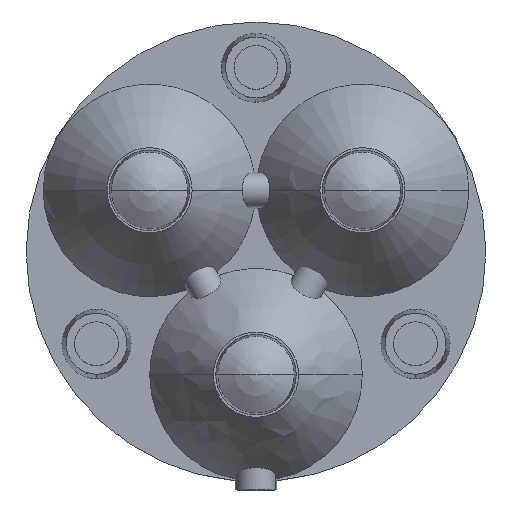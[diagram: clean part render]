
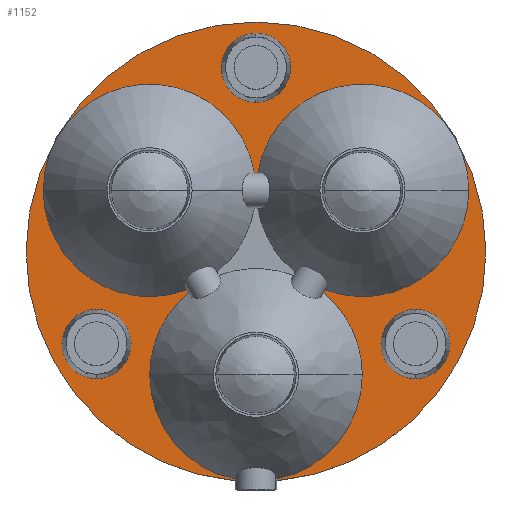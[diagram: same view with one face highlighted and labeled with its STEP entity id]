
A CAD part, top view. The second image highlights one B-rep face of the part: STEP entity #1152.
In plain terms, the highlighted planar face has unit normal (0, 0, 1).
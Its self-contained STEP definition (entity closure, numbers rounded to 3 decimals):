
#12=CARTESIAN_POINT('',(0.,5.341,0.701));
#13=DIRECTION('',(0.,0.,1.));
#14=DIRECTION('',(1.,0.,0.));
#15=AXIS2_PLACEMENT_3D('',#12,#13,#14);
#21=CARTESIAN_POINT('',(0.,5.341,0.701));
#22=DIRECTION('',(0.,0.,1.));
#23=DIRECTION('',(0.09,-0.996,0.));
#24=AXIS2_PLACEMENT_3D('',#21,#22,#23);
#30=CARTESIAN_POINT('',(0.,5.341,0.701));
#31=DIRECTION('',(0.,0.,1.));
#32=DIRECTION('',(-1.,0.,0.));
#33=AXIS2_PLACEMENT_3D('',#30,#31,#32);
#91=CARTESIAN_POINT('',(6.928,1.341,0.701));
#92=DIRECTION('',(0.,0.,-1.));
#93=DIRECTION('',(0.,-1.,0.));
#94=AXIS2_PLACEMENT_3D('',#91,#92,#93);
#96=CARTESIAN_POINT('',(6.928,1.341,0.701));
#97=DIRECTION('',(0.,0.,-1.));
#98=DIRECTION('',(0.,1.,0.));
#99=AXIS2_PLACEMENT_3D('',#96,#97,#98);
#101=CARTESIAN_POINT('',(-6.928,1.341,0.701));
#102=DIRECTION('',(0.,0.,-1.));
#103=DIRECTION('',(0.,-1.,0.));
#104=AXIS2_PLACEMENT_3D('',#101,#102,#103);
#106=CARTESIAN_POINT('',(-6.928,1.341,0.701));
#107=DIRECTION('',(0.,0.,-1.));
#108=DIRECTION('',(0.,1.,0.));
#109=AXIS2_PLACEMENT_3D('',#106,#107,#108);
#111=CARTESIAN_POINT('',(0.,13.341,0.701));
#112=DIRECTION('',(0.,0.,-1.));
#113=DIRECTION('',(0.,-1.,0.));
#114=AXIS2_PLACEMENT_3D('',#111,#112,#113);
#116=CARTESIAN_POINT('',(0.,13.341,0.701));
#117=DIRECTION('',(0.,0.,-1.));
#118=DIRECTION('',(0.,1.,0.));
#119=AXIS2_PLACEMENT_3D('',#116,#117,#118);
#121=DIRECTION('',(0.5,0.866,0.));
#122=VECTOR('',#121,0.142);
#123=CARTESIAN_POINT('',(2.926,3.569,0.701));
#124=LINE('',#123,#122);
#125=CARTESIAN_POINT('',(4.625,8.011,0.701));
#126=DIRECTION('',(0.,0.,-1.));
#127=DIRECTION('',(-0.987,0.163,0.));
#128=AXIS2_PLACEMENT_3D('',#125,#126,#127);
#130=DIRECTION('',(-1.,0.,0.));
#131=VECTOR('',#130,0.142);
#132=CARTESIAN_POINT('',(0.071,8.761,0.701));
#133=LINE('',#132,#131);
#134=CARTESIAN_POINT('',(-4.625,8.011,0.701));
#135=DIRECTION('',(0.,0.,1.));
#136=DIRECTION('',(0.987,0.163,0.));
#137=AXIS2_PLACEMENT_3D('',#134,#135,#136);
#139=DIRECTION('',(0.5,-0.866,0.));
#140=VECTOR('',#139,0.142);
#141=CARTESIAN_POINT('',(-2.998,3.692,0.701));
#142=LINE('',#141,#140);
#143=CARTESIAN_POINT('',(0.,0.,0.701));
#144=DIRECTION('',(0.,0.,-1.));
#145=DIRECTION('',(-0.195,-0.981,0.));
#146=AXIS2_PLACEMENT_3D('',#143,#144,#145);
#148=DIRECTION('',(0.,-1.,0.));
#149=VECTOR('',#148,0.078);
#150=CARTESIAN_POINT('',(-0.9,-4.527,0.701));
#151=LINE('',#150,#149);
#152=DIRECTION('',(0.,-1.,0.));
#153=VECTOR('',#152,0.078);
#154=CARTESIAN_POINT('',(0.9,-4.527,0.701));
#155=LINE('',#154,#153);
#156=CARTESIAN_POINT('',(0.,0.,0.701));
#157=DIRECTION('',(0.,0.,-1.));
#158=DIRECTION('',(1.,0.,0.));
#159=AXIS2_PLACEMENT_3D('',#156,#157,#158);
#344=CARTESIAN_POINT('',(0.,0.,0.701));
#345=DIRECTION('',(0.,0.,-1.));
#346=DIRECTION('',(0.634,0.773,0.));
#347=AXIS2_PLACEMENT_3D('',#344,#345,#346);
#349=CARTESIAN_POINT('',(4.615,0.,0.701));
#356=CARTESIAN_POINT('',(-4.615,0.,0.701));
#363=CARTESIAN_POINT('',(0.,0.,0.701));
#364=DIRECTION('',(0.,0.,-1.));
#365=DIRECTION('',(-1.,0.,0.));
#366=AXIS2_PLACEMENT_3D('',#363,#364,#365);
#440=CARTESIAN_POINT('',(4.625,8.011,0.701));
#441=DIRECTION('',(0.,0.,-1.));
#442=DIRECTION('',(1.,0.,0.));
#443=AXIS2_PLACEMENT_3D('',#440,#441,#442);
#526=CARTESIAN_POINT('',(-4.625,8.011,0.701));
#527=DIRECTION('',(0.,0.,-1.));
#528=DIRECTION('',(0.353,-0.936,0.));
#529=AXIS2_PLACEMENT_3D('',#526,#527,#528);
#569=CARTESIAN_POINT('',(-9.24,8.011,0.701));
#593=CARTESIAN_POINT('',(9.24,8.011,0.701));
#812=CARTESIAN_POINT('',(6.928,-0.159,0.701));
#814=VERTEX_POINT('',#812);
#816=CARTESIAN_POINT('',(6.928,2.841,0.701));
#818=VERTEX_POINT('',#816);
#820=CARTESIAN_POINT('',(-6.928,-0.159,0.701));
#822=VERTEX_POINT('',#820);
#824=CARTESIAN_POINT('',(-6.928,2.841,0.701));
#826=VERTEX_POINT('',#824);
#828=CARTESIAN_POINT('',(0.,11.841,0.701));
#830=VERTEX_POINT('',#828);
#832=CARTESIAN_POINT('',(0.,14.841,0.701));
#834=VERTEX_POINT('',#832);
#844=CARTESIAN_POINT('',(-0.9,-4.604,0.701));
#845=VERTEX_POINT('',#844);
#850=CARTESIAN_POINT('',(0.9,-4.604,0.701));
#851=VERTEX_POINT('',#850);
#865=VERTEX_POINT('',#349);
#866=VERTEX_POINT('',#356);
#867=CARTESIAN_POINT('',(-0.9,-4.527,0.701));
#868=VERTEX_POINT('',#867);
#869=CARTESIAN_POINT('',(0.9,-4.527,0.701));
#870=VERTEX_POINT('',#869);
#897=VERTEX_POINT('',#593);
#898=VERTEX_POINT('',#569);
#923=CARTESIAN_POINT('',(2.926,3.569,0.701));
#924=CARTESIAN_POINT('',(2.998,3.692,0.701));
#925=VERTEX_POINT('',#923);
#926=VERTEX_POINT('',#924);
#927=CARTESIAN_POINT('',(0.071,8.761,0.701));
#928=CARTESIAN_POINT('',(-0.071,8.761,0.701));
#929=VERTEX_POINT('',#927);
#930=VERTEX_POINT('',#928);
#931=CARTESIAN_POINT('',(-2.998,3.692,0.701));
#932=CARTESIAN_POINT('',(-2.926,3.569,0.701));
#933=VERTEX_POINT('',#931);
#934=VERTEX_POINT('',#932);
#967=CARTESIAN_POINT('',(9.986,5.341,0.701));
#968=CARTESIAN_POINT('',(-9.985,5.341,0.701));
#969=VERTEX_POINT('',#967);
#970=VERTEX_POINT('',#968);
#1099=CARTESIAN_POINT('',(0.,0.,0.701));
#1100=DIRECTION('',(0.,0.,-1.));
#1101=DIRECTION('',(-1.,0.,0.));
#1102=AXIS2_PLACEMENT_3D('',#1099,#1100,#1101);
#1103=PLANE('',#1102);
#1105=ORIENTED_EDGE('',*,*,#1104,.T.);
#1107=ORIENTED_EDGE('',*,*,#1106,.F.);
#1109=ORIENTED_EDGE('',*,*,#1108,.F.);
#1111=ORIENTED_EDGE('',*,*,#1110,.T.);
#1113=ORIENTED_EDGE('',*,*,#1112,.T.);
#1115=ORIENTED_EDGE('',*,*,#1114,.F.);
#1117=ORIENTED_EDGE('',*,*,#1116,.T.);
#1119=ORIENTED_EDGE('',*,*,#1118,.F.);
#1121=ORIENTED_EDGE('',*,*,#1120,.F.);
#1122=ORIENTED_EDGE('',*,*,#1089,.T.);
#1123=ORIENTED_EDGE('',*,*,#1016,.F.);
#1124=ORIENTED_EDGE('',*,*,#995,.F.);
#1125=ORIENTED_EDGE('',*,*,#1011,.F.);
#1127=ORIENTED_EDGE('',*,*,#1126,.F.);
#1129=ORIENTED_EDGE('',*,*,#1128,.F.);
#1131=ORIENTED_EDGE('',*,*,#1130,.F.);
#1132=EDGE_LOOP('',(#1105,#1107,#1109,#1111,#1113,#1115,#1117,#1119,#1121,#1122,
#1123,#1124,#1125,#1127,#1129,#1131));
#1133=FACE_OUTER_BOUND('',#1132,.F.);
#1135=ORIENTED_EDGE('',*,*,#1134,.F.);
#1137=ORIENTED_EDGE('',*,*,#1136,.F.);
#1138=EDGE_LOOP('',(#1135,#1137));
#1139=FACE_BOUND('',#1138,.F.);
#1141=ORIENTED_EDGE('',*,*,#1140,.F.);
#1143=ORIENTED_EDGE('',*,*,#1142,.F.);
#1144=EDGE_LOOP('',(#1141,#1143));
#1145=FACE_BOUND('',#1144,.F.);
#1147=ORIENTED_EDGE('',*,*,#1146,.F.);
#1149=ORIENTED_EDGE('',*,*,#1148,.F.);
#1150=EDGE_LOOP('',(#1147,#1149));
#1151=FACE_BOUND('',#1150,.F.);
#1152=ADVANCED_FACE('',(#1133,#1139,#1145,#1151),#1103,.F.);
#16=CIRCLE('',#15,9.986);
#25=CIRCLE('',#24,9.986);
#34=CIRCLE('',#33,9.986);
#95=CIRCLE('',#94,1.5);
#100=CIRCLE('',#99,1.5);
#105=CIRCLE('',#104,1.5);
#110=CIRCLE('',#109,1.5);
#115=CIRCLE('',#114,1.5);
#120=CIRCLE('',#119,1.5);
#129=CIRCLE('',#128,4.615);
#138=CIRCLE('',#137,4.615);
#147=CIRCLE('',#146,4.615);
#160=CIRCLE('',#159,4.615);
#348=CIRCLE('',#347,4.615);
#367=CIRCLE('',#366,4.615);
#444=CIRCLE('',#443,4.615);
#530=CIRCLE('',#529,4.615);
#995=EDGE_CURVE('',#969,#970,#16,.T.);
#1011=EDGE_CURVE('',#851,#969,#25,.T.);
#1016=EDGE_CURVE('',#970,#845,#34,.T.);
#1089=EDGE_CURVE('',#868,#845,#151,.T.);
#1104=EDGE_CURVE('',#925,#926,#124,.T.);
#1106=EDGE_CURVE('',#897,#926,#444,.T.);
#1108=EDGE_CURVE('',#929,#897,#129,.T.);
#1110=EDGE_CURVE('',#929,#930,#133,.T.);
#1112=EDGE_CURVE('',#930,#898,#138,.T.);
#1114=EDGE_CURVE('',#933,#898,#530,.T.);
#1116=EDGE_CURVE('',#933,#934,#142,.T.);
#1118=EDGE_CURVE('',#866,#934,#367,.T.);
#1120=EDGE_CURVE('',#868,#866,#147,.T.);
#1126=EDGE_CURVE('',#870,#851,#155,.T.);
#1128=EDGE_CURVE('',#865,#870,#160,.T.);
#1130=EDGE_CURVE('',#925,#865,#348,.T.);
#1134=EDGE_CURVE('',#814,#818,#95,.T.);
#1136=EDGE_CURVE('',#818,#814,#100,.T.);
#1140=EDGE_CURVE('',#822,#826,#105,.T.);
#1142=EDGE_CURVE('',#826,#822,#110,.T.);
#1146=EDGE_CURVE('',#830,#834,#115,.T.);
#1148=EDGE_CURVE('',#834,#830,#120,.T.);
